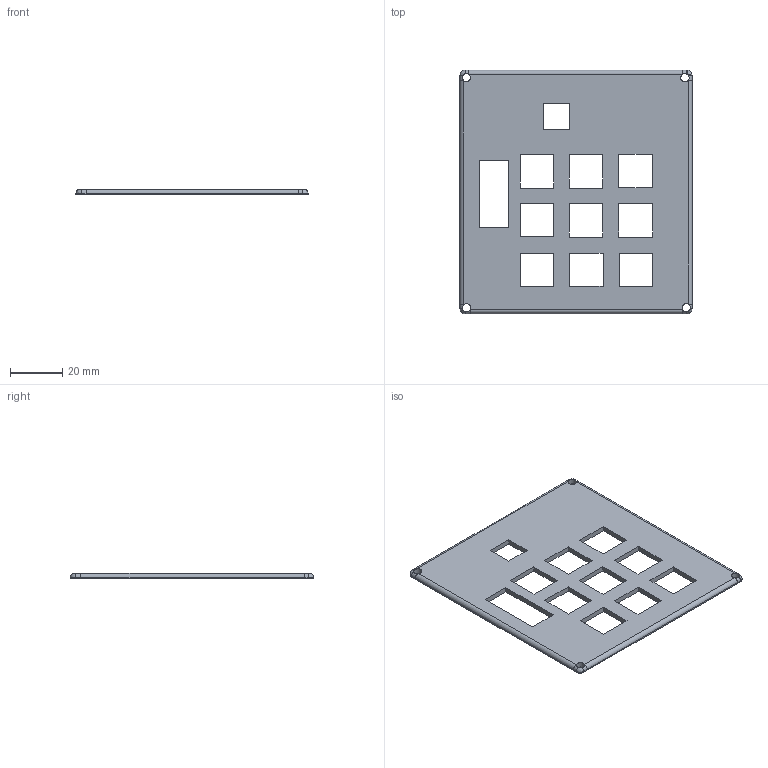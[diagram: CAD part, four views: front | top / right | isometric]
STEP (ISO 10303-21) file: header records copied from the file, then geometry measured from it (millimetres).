
FILE_DESCRIPTION(/* description */ ('','CAx-IF Rec.Pracs.---Representation and Presentation of Product Manufacturing Information (PMI)---4.0---2014-10-13'),/* implementation_level */ '2;1');
FILE_NAME(/* name */ 'Case Top V2.step',/* time_stamp */ '2025-02-18T13:00:58-08:00',/* author */ (''),/* organization */ (''),/* preprocessor_version */ 'ST-DEVELOPER v20',/* originating_system */ 'Autodesk Translation Framework v13.20.0.188',/* authorisation */ '');
FILE_SCHEMA (('AP242_MANAGED_MODEL_BASED_3D_ENGINEERING_MIM_LF { 1 0 10303 442 1 1 4 }'));
Length unit declared in the file: millimetre
Products named in the file (2): Case; HackPad
Assembly tree (1 placements, depth 2):
  Case
    HackPad
Bounding box: 89.24 x 93.69 x 2 mm (x, y, z)
Volume: 12703.8 mm3; surface area: 14602.2 mm2
Topology: 1 solids, 1 shells, 77 faces, 219 edges, 140 vertices
Faces by surface type: plane 51, cylinder 20, bspline 6
Full cylindrical faces by diameter (mm): 3.122 x1, 3.183 x1, 3.199 x1, 3.2 x1
Entity records: 2697 total; most frequent: CARTESIAN_POINT 608, ORIENTED_EDGE 438, DIRECTION 392, EDGE_CURVE 219, LINE 164, VECTOR 164, VERTEX_POINT 140, AXIS2_PLACEMENT_3D 114
